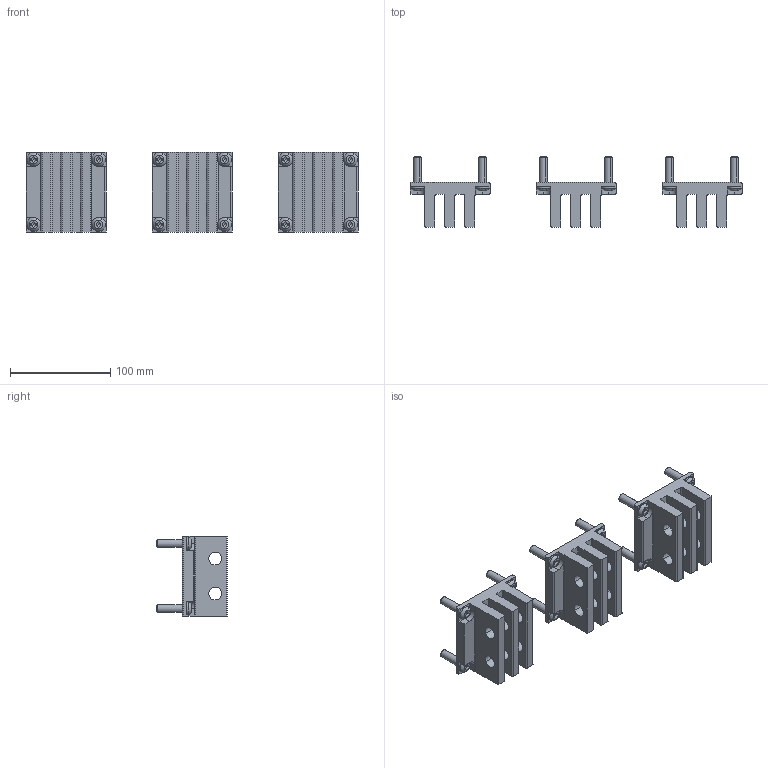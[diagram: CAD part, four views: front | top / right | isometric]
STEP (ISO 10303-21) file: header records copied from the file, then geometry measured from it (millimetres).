
FILE_DESCRIPTION(('CATIA V5 STEP Exchange'),'2;1');
FILE_NAME('1SDH001252R0196_1PA_001_00_E4.2_III_W_TERMINALS_VR_UPPER_4000A.stp','2014-03-06T08:31:19+00:00',('none'),('none'),'CATIA Version 5 Release 20 SP 5 (IN-10)','CATIA V5 STEP AP214','none');
FILE_SCHEMA(('AUTOMOTIVE_DESIGN { 1 0 10303 214 1 1 1 1 }'));
Length unit declared in the file: millimetre
Products named in the file (1): 1SDH001252R0196_1PA_001_00_E4.2_III_W_TERMINALS_VR_UPPER_4000A
Bounding box: 332 x 70.5 x 80 mm (x, y, z)
Volume: 446016 mm3; surface area: 118740.2 mm2
Topology: 15 solids, 15 shells, 462 faces, 1188 edges, 756 vertices
Faces by surface type: plane 198, cylinder 168, cone 48, sphere 24, torus 24
Entity records: 13297 total; most frequent: CARTESIAN_POINT 2827, ORIENTED_EDGE 2328, DIRECTION 1674, EDGE_CURVE 1164, AXIS2_PLACEMENT_3D 769, VERTEX_POINT 756, VECTOR 594, LINE 594
